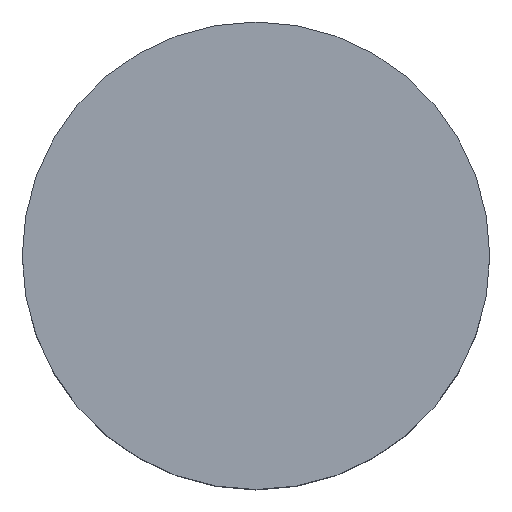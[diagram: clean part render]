
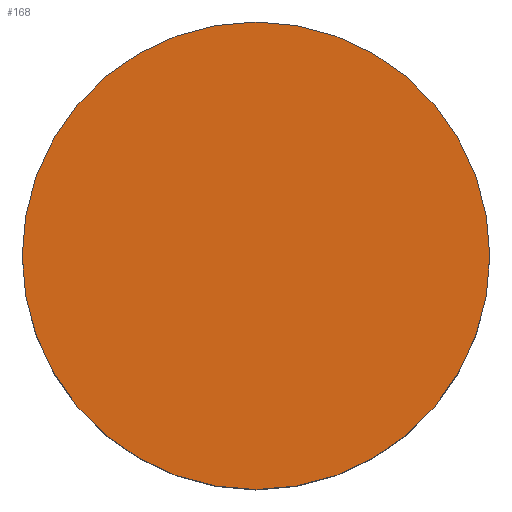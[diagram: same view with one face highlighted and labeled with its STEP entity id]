
A CAD part, top view. The second image highlights one B-rep face of the part: STEP entity #168.
In plain terms, the highlighted planar face has unit normal (0, 0, 1).
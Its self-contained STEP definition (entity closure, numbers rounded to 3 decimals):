
#20 = CARTESIAN_POINT ( 'NONE',  ( 0., 0., 0. ) ) ;
#29 = DIRECTION ( 'NONE',  ( 1., 0., 0. ) ) ;
#49 = CARTESIAN_POINT ( 'NONE',  ( -3., 0., 0. ) ) ;
#51 = EDGE_CURVE ( 'NONE', #263, #178, #309, .T. ) ;
#56 = CARTESIAN_POINT ( 'NONE',  ( 0., 0., 0. ) ) ;
#70 = EDGE_LOOP ( 'NONE', ( #102, #281 ) ) ;
#102 = ORIENTED_EDGE ( 'NONE', *, *, #51, .T. ) ;
#115 = AXIS2_PLACEMENT_3D ( 'NONE', #56, #308, #119 ) ;
#119 = DIRECTION ( 'NONE',  ( 1., 0., 0. ) ) ;
#134 = FACE_OUTER_BOUND ( 'NONE', #70, .T. ) ;
#137 = CIRCLE ( 'NONE', #115, 3. ) ;
#168 = ADVANCED_FACE ( 'NONE', ( #134 ), #190, .T. ) ;
#178 = VERTEX_POINT ( 'NONE', #49 ) ;
#186 = AXIS2_PLACEMENT_3D ( 'NONE', #20, #295, #289 ) ;
#190 = PLANE ( 'NONE',  #297 ) ;
#219 = DIRECTION ( 'NONE',  ( 0., 0., 1. ) ) ;
#263 = VERTEX_POINT ( 'NONE', #303 ) ;
#281 = ORIENTED_EDGE ( 'NONE', *, *, #313, .T. ) ;
#289 = DIRECTION ( 'NONE',  ( 1., 0., 0. ) ) ;
#295 = DIRECTION ( 'NONE',  ( 0., 0., 1. ) ) ;
#297 = AXIS2_PLACEMENT_3D ( 'NONE', #299, #219, #29 ) ;
#299 = CARTESIAN_POINT ( 'NONE',  ( 0., 0., 0. ) ) ;
#303 = CARTESIAN_POINT ( 'NONE',  ( 3., 0., 0. ) ) ;
#308 = DIRECTION ( 'NONE',  ( 0., 0., 1. ) ) ;
#309 = CIRCLE ( 'NONE', #186, 3. ) ;
#313 = EDGE_CURVE ( 'NONE', #178, #263, #137, .T. ) ;
